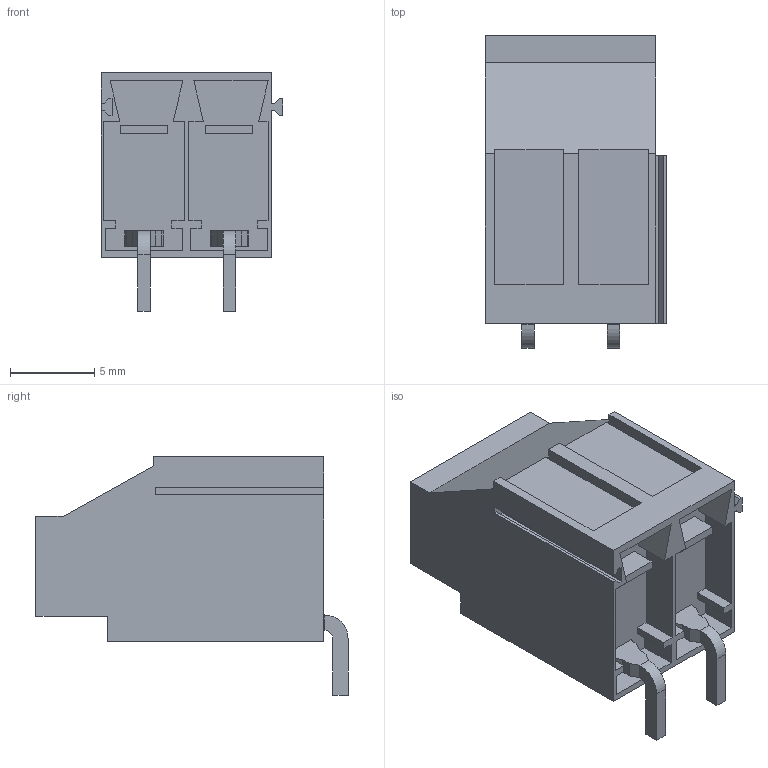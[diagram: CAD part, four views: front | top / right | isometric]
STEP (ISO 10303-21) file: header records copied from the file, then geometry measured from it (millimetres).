
FILE_DESCRIPTION(('CATIA V5 STEP','CAx-IF Rec.Pracs.--- Model Styling and Organization---1.2---2011-12-15'),'2;1');
FILE_NAME ('D1461263_0_1994250000_1994250000.stp','2016-10-03T06:41:29+00:00',('none'),('Weidmueller'),'CATIA Version 5-6 Release 2014','CATIA V5 STEP AP214','none');
FILE_SCHEMA(('AUTOMOTIVE_DESIGN { 1 0 10303 214 1 1 1 1 }'));
Length unit declared in the file: millimetre
Products named in the file (1): 1994250000_S
Bounding box: 10.81 x 18.57 x 14.2 mm (x, y, z)
Volume: 1328.4 mm3; surface area: 1481.5 mm2
Topology: 5 solids, 5 shells, 159 faces, 421 edges, 278 vertices
Faces by surface type: plane 143, cylinder 16
Entity records: 4637 total; most frequent: ORIENTED_EDGE 842, CARTESIAN_POINT 819, DIRECTION 659, EDGE_CURVE 421, VECTOR 381, LINE 381, VERTEX_POINT 278, EDGE_LOOP 165
